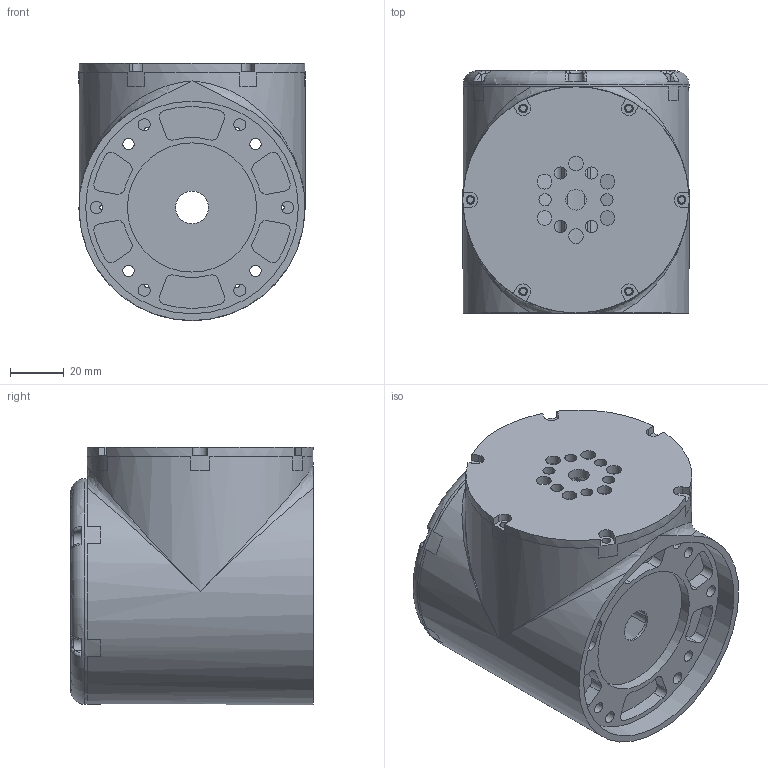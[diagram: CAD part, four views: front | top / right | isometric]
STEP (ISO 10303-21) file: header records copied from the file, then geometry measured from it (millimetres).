
FILE_DESCRIPTION(/* description */ ('Alibre Inc.'),/* implementation_level */ '2;1');
FILE_NAME(/* name */ 'export-36D67212-066F-4268-BEF5-8F5C9B2DE91A',/* time_stamp */ '2021-03-29T08:45:28-04:00',/* author */ (''),/* organization */ (''),/* preprocessor_version */ 'ST-DEVELOPER v17',/* originating_system */ 'Alibre',/* authorisation */ '');
FILE_SCHEMA (('CONFIG_CONTROL_DESIGN'));
Length unit declared in the file: centimetre
Bounding box: 84 x 90 x 95.5 mm (x, y, z)
Volume: 95465.8 mm3; surface area: 78444.2 mm2
Topology: 3 solids, 3 shells, 537 faces, 1538 edges, 1014 vertices
Faces by surface type: cylinder 256, plane 229, bspline 37, cone 8, torus 7
Full cylindrical faces by diameter (mm): 2.4 x18, 3.2 x6, 4.2 x4, 4.5 x12, 5.5 x6, 7.6 x1, 12.2 x1, 38.2 x1, 48 x1, 71 x1, 79 x1, 84 x3
Entity records: 23449 total; most frequent: CARTESIAN_POINT 9809, ORIENTED_EDGE 2876, DIRECTION 2497, EDGE_CURVE 1438, AXIS2_PLACEMENT_3D 1042, VERTEX_POINT 980, EDGE_LOOP 706, FACE_BOUND 706
